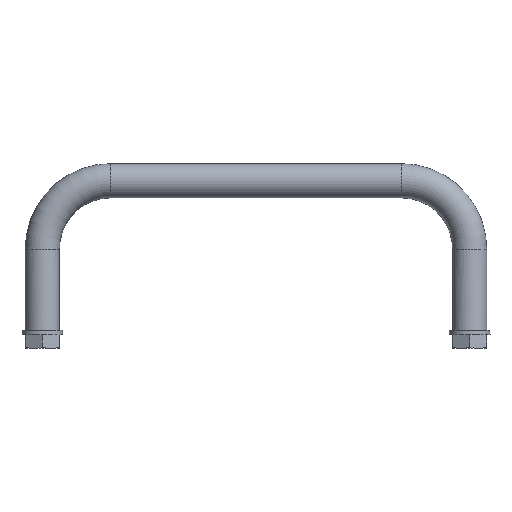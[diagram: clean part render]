
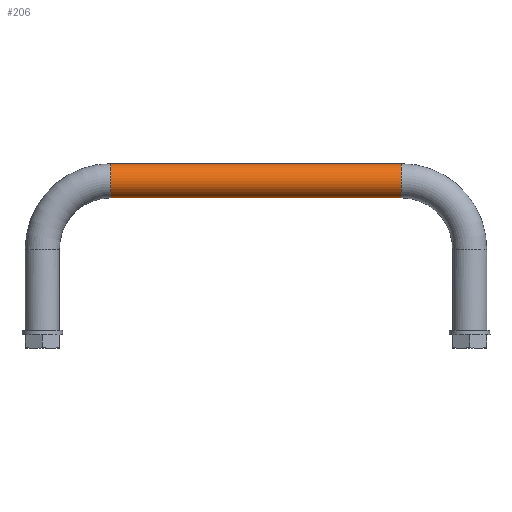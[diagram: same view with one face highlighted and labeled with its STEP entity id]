
A CAD part, top view. The second image highlights one B-rep face of the part: STEP entity #206.
In plain terms, the highlighted cylindrical face has radius 4 mm (diameter 8 mm), a partial arc.
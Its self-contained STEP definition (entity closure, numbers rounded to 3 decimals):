
#206 = ADVANCED_FACE( '', ( #438 ), #439, .T. );
#438 = FACE_OUTER_BOUND( '', #689, .T. );
#439 = CYLINDRICAL_SURFACE( '', #690, 4. );
#689 = EDGE_LOOP( '', ( #1179, #1180, #1181, #1182 ) );
#690 = AXIS2_PLACEMENT_3D( '', #1183, #1184, #1185 );
#1179 = ORIENTED_EDGE( '', *, *, #1477, .T. );
#1180 = ORIENTED_EDGE( '', *, *, #1421, .F. );
#1181 = ORIENTED_EDGE( '', *, *, #1487, .F. );
#1182 = ORIENTED_EDGE( '', *, *, #1512, .T. );
#1183 = CARTESIAN_POINT( '', ( 84., 35., 2. ) );
#1184 = DIRECTION( '', ( 1., 0., 0. ) );
#1185 = DIRECTION( '', ( 0., 0., 1. ) );
#1421 = EDGE_CURVE( '', #1687, #1682, #1689, .T. );
#1477 = EDGE_CURVE( '', #1763, #1682, #1764, .T. );
#1487 = EDGE_CURVE( '', #1775, #1687, #1777, .T. );
#1512 = EDGE_CURVE( '', #1775, #1763, #1807, .T. );
#1682 = VERTEX_POINT( '', #2031 );
#1687 = VERTEX_POINT( '', #2038 );
#1689 = LINE( '', #2041, #2042 );
#1763 = VERTEX_POINT( '', #2162 );
#1764 = CIRCLE( '', #2163, 4. );
#1775 = VERTEX_POINT( '', #2176 );
#1777 = CIRCLE( '', #2178, 4. );
#1807 = LINE( '', #2218, #2219 );
#2031 = CARTESIAN_POINT( '', ( 16., 31., 2. ) );
#2038 = CARTESIAN_POINT( '', ( 84., 31., 2. ) );
#2041 = CARTESIAN_POINT( '', ( 84., 31., 2. ) );
#2042 = VECTOR( '', #2384, 1000. );
#2162 = CARTESIAN_POINT( '', ( 16., 39., 2. ) );
#2163 = AXIS2_PLACEMENT_3D( '', #2446, #2447, #2448 );
#2176 = CARTESIAN_POINT( '', ( 84., 39., 2. ) );
#2178 = AXIS2_PLACEMENT_3D( '', #2463, #2464, #2465 );
#2218 = CARTESIAN_POINT( '', ( 84., 39., 2. ) );
#2219 = VECTOR( '', #2488, 1000. );
#2384 = DIRECTION( '', ( -1., 0., 0. ) );
#2446 = CARTESIAN_POINT( '', ( 16., 35., 2. ) );
#2447 = DIRECTION( '', ( 1., 0., 0. ) );
#2448 = DIRECTION( '', ( 0., -1., 0. ) );
#2463 = CARTESIAN_POINT( '', ( 84., 35., 2. ) );
#2464 = DIRECTION( '', ( 1., 0., 0. ) );
#2465 = DIRECTION( '', ( 0., 0., -1. ) );
#2488 = DIRECTION( '', ( -1., 0., 0. ) );
